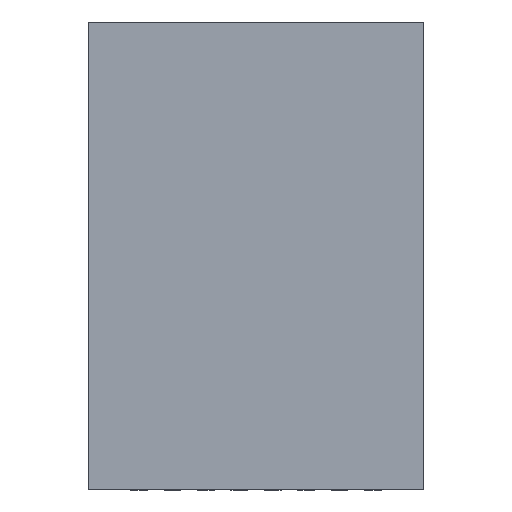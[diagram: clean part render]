
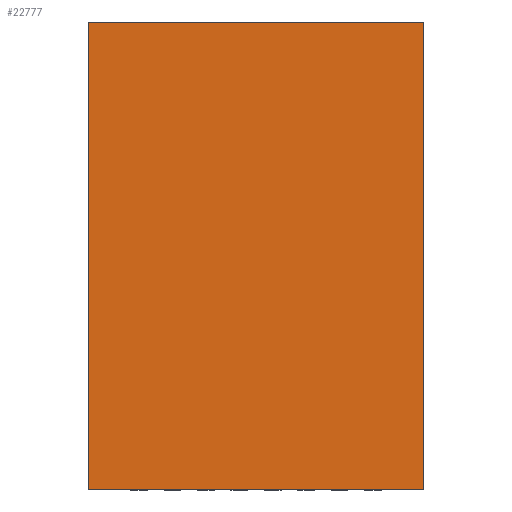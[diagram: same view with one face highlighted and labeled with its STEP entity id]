
A CAD part, top view. The second image highlights one B-rep face of the part: STEP entity #22777.
In plain terms, the highlighted face is planar.
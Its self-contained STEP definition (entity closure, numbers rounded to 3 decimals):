
#17376=DIRECTION('',(0.,0.,1.));
#17377=VECTOR('',#17376,7.);
#17378=CARTESIAN_POINT('',(-2.5,0.975,-3.5));
#17379=LINE('',#17378,#17377);
#17383=DIRECTION('',(-1.,0.,0.));
#17384=VECTOR('',#17383,5.);
#17385=CARTESIAN_POINT('',(2.5,0.975,-3.5));
#17386=LINE('',#17385,#17384);
#17390=DIRECTION('',(0.,0.,-1.));
#17391=VECTOR('',#17390,7.);
#17392=CARTESIAN_POINT('',(2.5,0.975,3.5));
#17393=LINE('',#17392,#17391);
#17397=DIRECTION('',(1.,0.,0.));
#17398=VECTOR('',#17397,5.);
#17399=CARTESIAN_POINT('',(-2.5,0.975,3.5));
#17400=LINE('',#17399,#17398);
#18924=CARTESIAN_POINT('',(-2.5,0.975,-3.5));
#18925=CARTESIAN_POINT('',(-2.5,0.975,3.5));
#18926=VERTEX_POINT('',#18924);
#18927=VERTEX_POINT('',#18925);
#18928=CARTESIAN_POINT('',(2.5,0.975,3.5));
#18929=VERTEX_POINT('',#18928);
#18930=CARTESIAN_POINT('',(2.5,0.975,-3.5));
#18931=VERTEX_POINT('',#18930);
#22766=CARTESIAN_POINT('',(0.,0.975,0.));
#22767=DIRECTION('',(0.,1.,0.));
#22768=DIRECTION('',(1.,0.,0.));
#22769=AXIS2_PLACEMENT_3D('',#22766,#22767,#22768);
#22770=PLANE('',#22769);
#22771=ORIENTED_EDGE('',*,*,#20606,.F.);
#22772=ORIENTED_EDGE('',*,*,#20789,.F.);
#22773=ORIENTED_EDGE('',*,*,#21569,.F.);
#22774=ORIENTED_EDGE('',*,*,#22603,.F.);
#22775=EDGE_LOOP('',(#22771,#22772,#22773,#22774));
#22776=FACE_OUTER_BOUND('',#22775,.F.);
#20606=EDGE_CURVE('',#18926,#18927,#17379,.T.);
#20789=EDGE_CURVE('',#18931,#18926,#17386,.T.);
#21569=EDGE_CURVE('',#18929,#18931,#17393,.T.);
#22603=EDGE_CURVE('',#18927,#18929,#17400,.T.);
#22777=ADVANCED_FACE('',(#22776),#22770,.T.);
